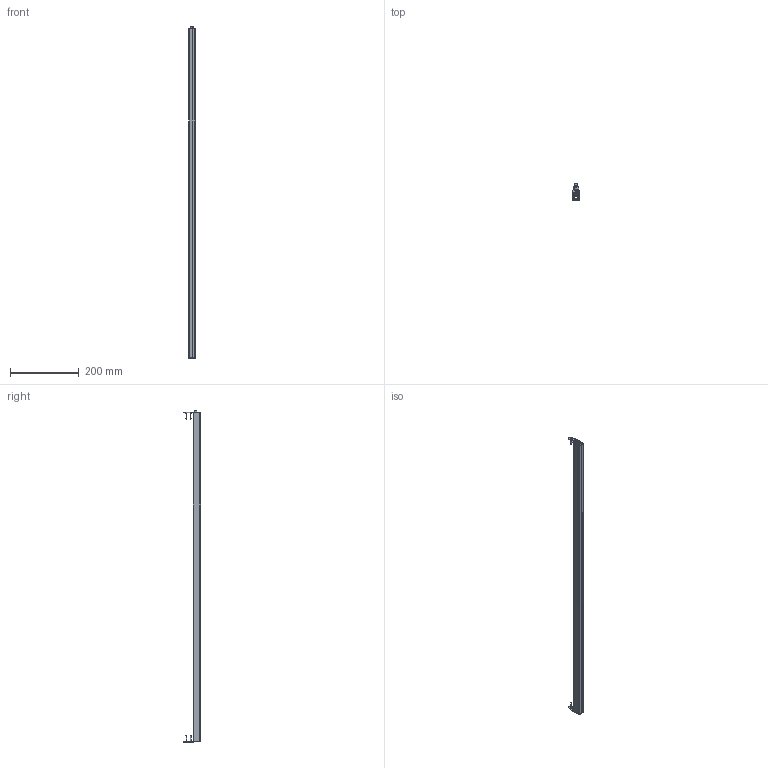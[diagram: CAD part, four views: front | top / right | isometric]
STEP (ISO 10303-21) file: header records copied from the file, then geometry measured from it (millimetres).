
FILE_DESCRIPTION (( 'STEP AP203' ), '1' );
FILE_NAME ('MF 960.STEP', '2025-02-28T12:30:41', ( '' ), ( '' ), 'SwSTEP 2.0', 'SolidWorks 2023', '' );
FILE_SCHEMA (( 'CONFIG_CONTROL_DESIGN' ));
Length unit declared in the file: millimetre
Products named in the file (6): MF 960; Haltewinkel 20_900242 Haltewinkel MF Metall; Innengeometrie_20; Betätigungsteil_20; Aussengehäuse MF; Schraube d3x20_01
Assembly tree (9 placements, depth 2):
  MF 960
    Aussengehäuse MF
    Innengeometrie_20
    Betätigungsteil_20
    Haltewinkel 20_900242 Haltewinkel MF Metall  x2
    Schraube d3x20_01  x4
Bounding box: 20 x 50.11 x 967 mm (x, y, z)
Volume: 202296.2 mm3; surface area: 287098 mm2
Topology: 24 solids, 24 shells, 1197 faces, 3325 edges, 2204 vertices
Faces by surface type: plane 558, bspline 502, cylinder 111, cone 24, torus 2
Entity records: 47821 total; most frequent: CARTESIAN_POINT 26565, ORIENTED_EDGE 5004, DIRECTION 2836, EDGE_CURVE 2502, VERTEX_POINT 1665, LINE 1558, VECTOR 1558, EDGE_LOOP 997
